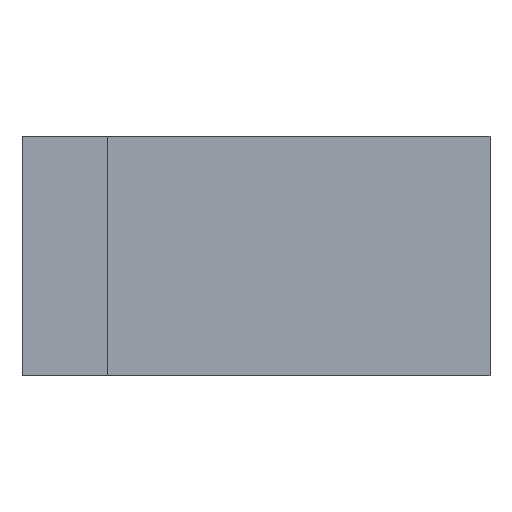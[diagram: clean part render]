
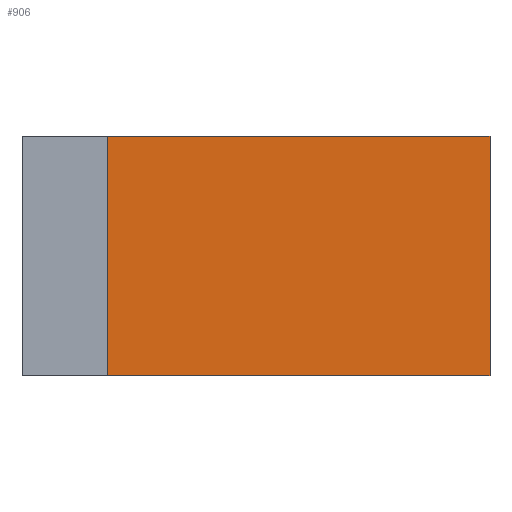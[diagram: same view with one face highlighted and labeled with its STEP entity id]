
A CAD part, left-side view. The second image highlights one B-rep face of the part: STEP entity #906.
In plain terms, the highlighted planar face has unit normal (-1, 0, 0).
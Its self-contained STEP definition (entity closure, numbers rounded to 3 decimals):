
#28 = AXIS2_PLACEMENT_3D ( 'NONE', #456, #1078, #1045 ) ;
#40 = ORIENTED_EDGE ( 'NONE', *, *, #1804, .F. ) ;
#103 = CARTESIAN_POINT ( 'NONE',  ( 0., 0., 40. ) ) ;
#112 = EDGE_LOOP ( 'NONE', ( #1538, #40, #961, #1296 ) ) ;
#151 = CARTESIAN_POINT ( 'NONE',  ( 0., 0., 0. ) ) ;
#230 = CARTESIAN_POINT ( 'NONE',  ( 0., 0., 40. ) ) ;
#243 = VECTOR ( 'NONE', #1240, 1000. ) ;
#423 = VERTEX_POINT ( 'NONE', #1759 ) ;
#425 = FACE_OUTER_BOUND ( 'NONE', #112, .T. ) ;
#456 = CARTESIAN_POINT ( 'NONE',  ( 0., 0., 40. ) ) ;
#458 = CARTESIAN_POINT ( 'NONE',  ( 0., 63.75, 40. ) ) ;
#496 = VERTEX_POINT ( 'NONE', #1418 ) ;
#762 = VECTOR ( 'NONE', #773, 1000. ) ;
#773 = DIRECTION ( 'NONE',  ( 0., 1., 0. ) ) ;
#889 = PLANE ( 'NONE',  #28 ) ;
#906 = ADVANCED_FACE ( 'NONE', ( #425 ), #889, .T. ) ;
#961 = ORIENTED_EDGE ( 'NONE', *, *, #1316, .T. ) ;
#980 = VERTEX_POINT ( 'NONE', #1362 ) ;
#1026 = VECTOR ( 'NONE', #1628, 1000. ) ;
#1045 = DIRECTION ( 'NONE',  ( 0., 0., 1. ) ) ;
#1078 = DIRECTION ( 'NONE',  ( -1., 0., 0. ) ) ;
#1084 = LINE ( 'NONE', #151, #762 ) ;
#1240 = DIRECTION ( 'NONE',  ( 0., 0., -1. ) ) ;
#1296 = ORIENTED_EDGE ( 'NONE', *, *, #1720, .T. ) ;
#1316 = EDGE_CURVE ( 'NONE', #1697, #423, #1657, .T. ) ;
#1362 = CARTESIAN_POINT ( 'NONE',  ( 0., 0., 0. ) ) ;
#1418 = CARTESIAN_POINT ( 'NONE',  ( 0., 63.75, 0. ) ) ;
#1527 = VECTOR ( 'NONE', #1725, 1000. ) ;
#1538 = ORIENTED_EDGE ( 'NONE', *, *, #1826, .F. ) ;
#1628 = DIRECTION ( 'NONE',  ( 0., 1., 0. ) ) ;
#1657 = LINE ( 'NONE', #230, #1026 ) ;
#1697 = VERTEX_POINT ( 'NONE', #103 ) ;
#1720 = EDGE_CURVE ( 'NONE', #423, #496, #1873, .T. ) ;
#1725 = DIRECTION ( 'NONE',  ( 0., 0., -1. ) ) ;
#1738 = CARTESIAN_POINT ( 'NONE',  ( 0., 0., 40. ) ) ;
#1759 = CARTESIAN_POINT ( 'NONE',  ( 0., 63.75, 40. ) ) ;
#1804 = EDGE_CURVE ( 'NONE', #1697, #980, #2041, .T. ) ;
#1826 = EDGE_CURVE ( 'NONE', #980, #496, #1084, .T. ) ;
#1873 = LINE ( 'NONE', #458, #1527 ) ;
#2041 = LINE ( 'NONE', #1738, #243 ) ;
